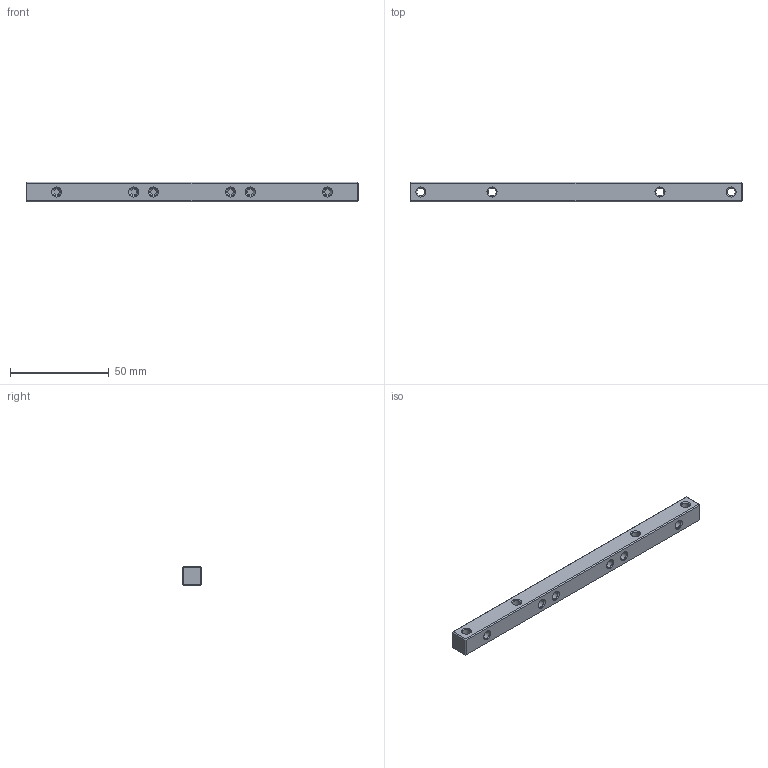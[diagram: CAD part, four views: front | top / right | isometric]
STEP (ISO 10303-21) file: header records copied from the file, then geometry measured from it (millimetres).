
FILE_DESCRIPTION(('FreeCAD Model'),'2;1');
FILE_NAME('Open CASCADE Shape Model','2025-04-03T15:42:14',(''),(''), 'Open CASCADE STEP processor 7.8','FreeCAD','Unknown');
FILE_SCHEMA(('AUTOMOTIVE_DESIGN { 1 0 10303 214 1 1 1 1 }'));
Length unit declared in the file: millimetre
Products named in the file (1): Body
Bounding box: 168 x 10 x 10 mm (x, y, z)
Volume: 15608.6 mm3; surface area: 7576.7 mm2
Topology: 1 solids, 1 shells, 62 faces, 118 edges, 64 vertices
Faces by surface type: plane 32, cone 20, cylinder 10
Full cylindrical faces by diameter (mm): 4.1 x10
Entity records: 1548 total; most frequent: DIRECTION 284, CARTESIAN_POINT 245, ORIENTED_EDGE 236, EDGE_CURVE 118, AXIS2_PLACEMENT_3D 103, LINE 78, VECTOR 78, FACE_BOUND 76
